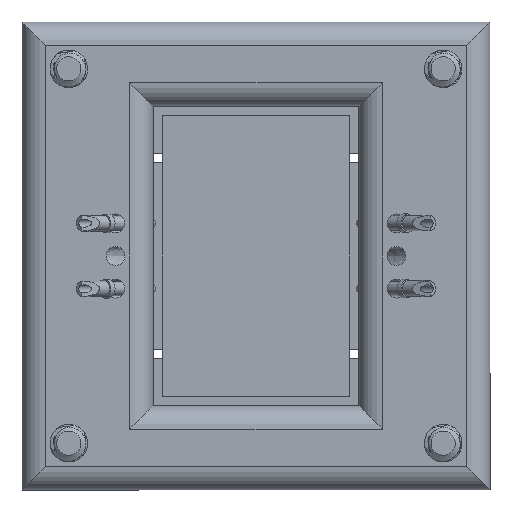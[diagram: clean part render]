
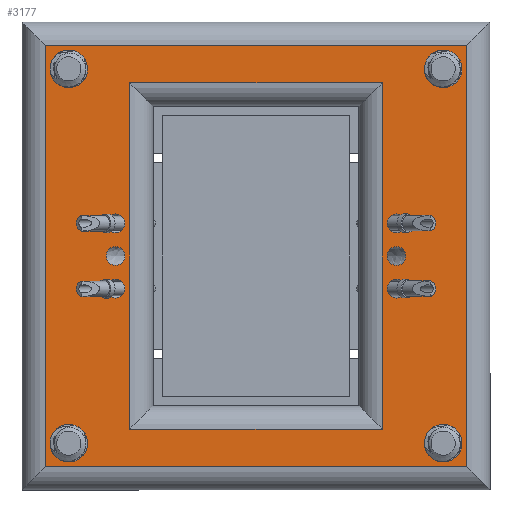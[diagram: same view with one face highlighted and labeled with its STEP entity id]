
A CAD part, front view. The second image highlights one B-rep face of the part: STEP entity #3177.
In plain terms, the highlighted face is planar.
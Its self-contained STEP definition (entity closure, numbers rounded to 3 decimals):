
#172=FACE_BOUND('',#881,.T.);
#173=FACE_BOUND('',#882,.T.);
#174=FACE_BOUND('',#883,.T.);
#175=FACE_BOUND('',#884,.T.);
#176=FACE_BOUND('',#885,.T.);
#177=FACE_BOUND('',#886,.T.);
#178=FACE_BOUND('',#887,.T.);
#179=FACE_BOUND('',#888,.T.);
#180=FACE_BOUND('',#889,.T.);
#181=FACE_BOUND('',#890,.T.);
#182=FACE_BOUND('',#891,.T.);
#415=CIRCLE('',#3485,1.);
#416=CIRCLE('',#3486,1.);
#417=CIRCLE('',#3487,1.);
#418=CIRCLE('',#3488,1.);
#419=CIRCLE('',#3489,1.);
#420=CIRCLE('',#3490,1.);
#421=CIRCLE('',#3491,2.);
#422=CIRCLE('',#3492,2.);
#423=CIRCLE('',#3493,2.);
#424=CIRCLE('',#3494,2.);
#713=FACE_OUTER_BOUND('',#880,.T.);
#880=EDGE_LOOP('',(#2639,#2640,#2641,#2642));
#881=EDGE_LOOP('',(#2643,#2644,#2645,#2646));
#882=EDGE_LOOP('',(#2647));
#883=EDGE_LOOP('',(#2648));
#884=EDGE_LOOP('',(#2649));
#885=EDGE_LOOP('',(#2650));
#886=EDGE_LOOP('',(#2651));
#887=EDGE_LOOP('',(#2652));
#888=EDGE_LOOP('',(#2653));
#889=EDGE_LOOP('',(#2654));
#890=EDGE_LOOP('',(#2655));
#891=EDGE_LOOP('',(#2656));
#1073=LINE('',#9448,#1264);
#1075=LINE('',#9456,#1266);
#1077=LINE('',#9462,#1268);
#1080=LINE('',#9468,#1271);
#1086=LINE('',#9482,#1277);
#1087=LINE('',#9484,#1278);
#1088=LINE('',#9486,#1279);
#1089=LINE('',#9487,#1280);
#1264=VECTOR('',#4085,10.);
#1266=VECTOR('',#4093,10.);
#1268=VECTOR('',#4099,10.);
#1271=VECTOR('',#4106,10.);
#1277=VECTOR('',#4118,10.);
#1278=VECTOR('',#4119,10.);
#1279=VECTOR('',#4120,10.);
#1280=VECTOR('',#4121,10.);
#1519=VERTEX_POINT('',#9446);
#1520=VERTEX_POINT('',#9447);
#1523=VERTEX_POINT('',#9455);
#1525=VERTEX_POINT('',#9461);
#1530=VERTEX_POINT('',#9480);
#1531=VERTEX_POINT('',#9481);
#1532=VERTEX_POINT('',#9483);
#1533=VERTEX_POINT('',#9485);
#1534=VERTEX_POINT('',#9488);
#1535=VERTEX_POINT('',#9490);
#1536=VERTEX_POINT('',#9492);
#1537=VERTEX_POINT('',#9494);
#1538=VERTEX_POINT('',#9496);
#1539=VERTEX_POINT('',#9498);
#1540=VERTEX_POINT('',#9500);
#1541=VERTEX_POINT('',#9502);
#1542=VERTEX_POINT('',#9504);
#1543=VERTEX_POINT('',#9506);
#1903=EDGE_CURVE('',#1519,#1520,#1073,.T.);
#1907=EDGE_CURVE('',#1520,#1523,#1075,.T.);
#1910=EDGE_CURVE('',#1523,#1525,#1077,.T.);
#1914=EDGE_CURVE('',#1525,#1519,#1080,.T.);
#1920=EDGE_CURVE('',#1530,#1531,#1086,.T.);
#1921=EDGE_CURVE('',#1532,#1530,#1087,.T.);
#1922=EDGE_CURVE('',#1533,#1532,#1088,.T.);
#1923=EDGE_CURVE('',#1531,#1533,#1089,.T.);
#1924=EDGE_CURVE('',#1534,#1534,#415,.T.);
#1925=EDGE_CURVE('',#1535,#1535,#416,.T.);
#1926=EDGE_CURVE('',#1536,#1536,#417,.T.);
#1927=EDGE_CURVE('',#1537,#1537,#418,.T.);
#1928=EDGE_CURVE('',#1538,#1538,#419,.T.);
#1929=EDGE_CURVE('',#1539,#1539,#420,.T.);
#1930=EDGE_CURVE('',#1540,#1540,#421,.T.);
#1931=EDGE_CURVE('',#1541,#1541,#422,.T.);
#1932=EDGE_CURVE('',#1542,#1542,#423,.T.);
#1933=EDGE_CURVE('',#1543,#1543,#424,.T.);
#2639=ORIENTED_EDGE('',*,*,#1903,.F.);
#2640=ORIENTED_EDGE('',*,*,#1914,.F.);
#2641=ORIENTED_EDGE('',*,*,#1910,.F.);
#2642=ORIENTED_EDGE('',*,*,#1907,.F.);
#2643=ORIENTED_EDGE('',*,*,#1920,.F.);
#2644=ORIENTED_EDGE('',*,*,#1921,.F.);
#2645=ORIENTED_EDGE('',*,*,#1922,.F.);
#2646=ORIENTED_EDGE('',*,*,#1923,.F.);
#2647=ORIENTED_EDGE('',*,*,#1924,.T.);
#2648=ORIENTED_EDGE('',*,*,#1925,.T.);
#2649=ORIENTED_EDGE('',*,*,#1926,.T.);
#2650=ORIENTED_EDGE('',*,*,#1927,.T.);
#2651=ORIENTED_EDGE('',*,*,#1928,.T.);
#2652=ORIENTED_EDGE('',*,*,#1929,.T.);
#2653=ORIENTED_EDGE('',*,*,#1930,.T.);
#2654=ORIENTED_EDGE('',*,*,#1931,.T.);
#2655=ORIENTED_EDGE('',*,*,#1932,.T.);
#2656=ORIENTED_EDGE('',*,*,#1933,.T.);
#3051=PLANE('',#3484);
#3177=ADVANCED_FACE('',(#713,#172,#173,#174,#175,#176,#177,#178,#179,#180,
#181,#182),#3051,.T.);
#3484=AXIS2_PLACEMENT_3D('',#9479,#4116,#4117);
#3485=AXIS2_PLACEMENT_3D('',#9489,#4122,#4123);
#3486=AXIS2_PLACEMENT_3D('',#9491,#4124,#4125);
#3487=AXIS2_PLACEMENT_3D('',#9493,#4126,#4127);
#3488=AXIS2_PLACEMENT_3D('',#9495,#4128,#4129);
#3489=AXIS2_PLACEMENT_3D('',#9497,#4130,#4131);
#3490=AXIS2_PLACEMENT_3D('',#9499,#4132,#4133);
#3491=AXIS2_PLACEMENT_3D('',#9501,#4134,#4135);
#3492=AXIS2_PLACEMENT_3D('',#9503,#4136,#4137);
#3493=AXIS2_PLACEMENT_3D('',#9505,#4138,#4139);
#3494=AXIS2_PLACEMENT_3D('',#9507,#4140,#4141);
#4085=DIRECTION('',(0.,0.,1.));
#4093=DIRECTION('',(-1.,0.,0.));
#4099=DIRECTION('',(0.,0.,-1.));
#4106=DIRECTION('',(1.,0.,0.));
#4116=DIRECTION('center_axis',(0.,1.,0.));
#4117=DIRECTION('ref_axis',(1.,0.,0.));
#4118=DIRECTION('',(0.,0.,-1.));
#4119=DIRECTION('',(1.,0.,0.));
#4120=DIRECTION('',(0.,0.,1.));
#4121=DIRECTION('',(-1.,0.,0.));
#4122=DIRECTION('center_axis',(0.,-1.,0.));
#4123=DIRECTION('ref_axis',(0.,0.,-1.));
#4124=DIRECTION('center_axis',(0.,-1.,0.));
#4125=DIRECTION('ref_axis',(0.,0.,-1.));
#4126=DIRECTION('center_axis',(0.,-1.,0.));
#4127=DIRECTION('ref_axis',(0.,0.,-1.));
#4128=DIRECTION('center_axis',(0.,-1.,0.));
#4129=DIRECTION('ref_axis',(0.,0.,1.));
#4130=DIRECTION('center_axis',(0.,-1.,0.));
#4131=DIRECTION('ref_axis',(0.,0.,1.));
#4132=DIRECTION('center_axis',(0.,-1.,0.));
#4133=DIRECTION('ref_axis',(0.,0.,1.));
#4134=DIRECTION('center_axis',(0.,-1.,0.));
#4135=DIRECTION('ref_axis',(1.,0.,0.));
#4136=DIRECTION('center_axis',(0.,-1.,0.));
#4137=DIRECTION('ref_axis',(1.,0.,0.));
#4138=DIRECTION('center_axis',(0.,-1.,0.));
#4139=DIRECTION('ref_axis',(1.,0.,0.));
#4140=DIRECTION('center_axis',(0.,-1.,0.));
#4141=DIRECTION('ref_axis',(1.,0.,0.));
#9446=CARTESIAN_POINT('',(22.5,2.,-22.5));
#9447=CARTESIAN_POINT('',(22.5,2.,22.5));
#9448=CARTESIAN_POINT('',(22.5,2.,12.5));
#9455=CARTESIAN_POINT('',(-22.5,2.,22.5));
#9456=CARTESIAN_POINT('',(-12.5,2.,22.5));
#9461=CARTESIAN_POINT('',(-22.5,2.,-22.5));
#9462=CARTESIAN_POINT('',(-22.5,2.,-12.5));
#9468=CARTESIAN_POINT('',(12.5,2.,-22.5));
#9479=CARTESIAN_POINT('Origin',(0.,2.,0.));
#9480=CARTESIAN_POINT('',(18.5,2.,13.5));
#9481=CARTESIAN_POINT('',(18.5,2.,-13.5));
#9482=CARTESIAN_POINT('',(18.5,2.,-5.5));
#9483=CARTESIAN_POINT('',(-18.5,2.,13.5));
#9484=CARTESIAN_POINT('',(8.,2.,13.5));
#9485=CARTESIAN_POINT('',(-18.5,2.,-13.5));
#9486=CARTESIAN_POINT('',(-18.5,2.,5.5));
#9487=CARTESIAN_POINT('',(-8.,2.,-13.5));
#9488=CARTESIAN_POINT('',(-1.,2.,-15.));
#9489=CARTESIAN_POINT('Origin',(0.,2.,-15.));
#9490=CARTESIAN_POINT('',(-4.5,2.,-15.));
#9491=CARTESIAN_POINT('Origin',(-3.5,2.,-15.));
#9492=CARTESIAN_POINT('',(2.5,2.,-15.));
#9493=CARTESIAN_POINT('Origin',(3.5,2.,-15.));
#9494=CARTESIAN_POINT('',(-2.5,2.,15.));
#9495=CARTESIAN_POINT('Origin',(-3.5,2.,15.));
#9496=CARTESIAN_POINT('',(4.5,2.,15.));
#9497=CARTESIAN_POINT('Origin',(3.5,2.,15.));
#9498=CARTESIAN_POINT('',(1.,2.,15.));
#9499=CARTESIAN_POINT('Origin',(0.,2.,15.));
#9500=CARTESIAN_POINT('',(-22.,2.,-20.));
#9501=CARTESIAN_POINT('Origin',(-20.,2.,-20.));
#9502=CARTESIAN_POINT('',(18.,2.,-20.));
#9503=CARTESIAN_POINT('Origin',(20.,2.,-20.));
#9504=CARTESIAN_POINT('',(-22.,2.,20.));
#9505=CARTESIAN_POINT('Origin',(-20.,2.,20.));
#9506=CARTESIAN_POINT('',(18.,2.,20.));
#9507=CARTESIAN_POINT('Origin',(20.,2.,20.));
